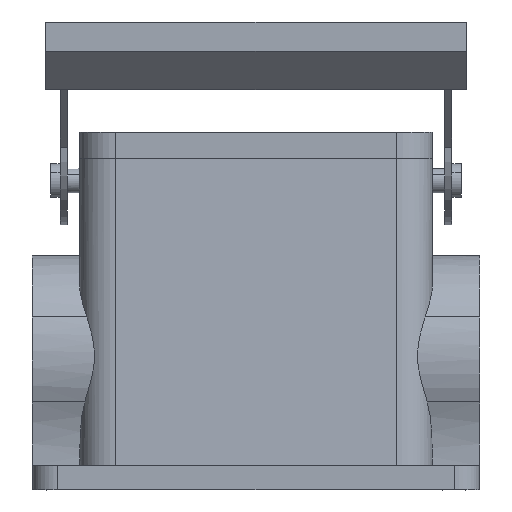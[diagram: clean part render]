
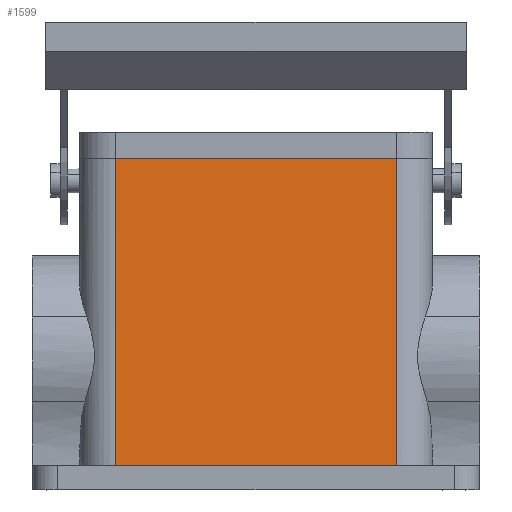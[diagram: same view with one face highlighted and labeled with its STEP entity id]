
A CAD part, left-side view. The second image highlights one B-rep face of the part: STEP entity #1599.
In plain terms, the highlighted planar face has unit normal (-0.999, 0, 0.035).
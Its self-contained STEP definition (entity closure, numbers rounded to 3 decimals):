
#1572=AXIS2_PLACEMENT_3D('Plane Axis2P3D',#1569,#1570,#1571) ;
#781=CARTESIAN_POINT('Line Origine',(18.5,46.25,68.5)) ;
#785=CARTESIAN_POINT('Vertex',(18.5,75.25,68.5)) ;
#787=CARTESIAN_POINT('Vertex',(18.5,17.25,68.5)) ;
#1569=CARTESIAN_POINT('Axis2P3D Location',(18.5,46.25,68.5)) ;
#1574=CARTESIAN_POINT('Line Origine',(17.391,17.25,36.75)) ;
#1578=CARTESIAN_POINT('Vertex',(16.283,17.25,5.)) ;
#1581=CARTESIAN_POINT('Line Origine',(17.391,75.25,36.75)) ;
#1585=CARTESIAN_POINT('Vertex',(16.283,75.25,5.)) ;
#1588=CARTESIAN_POINT('Line Origine',(16.283,46.25,5.)) ;
#782=DIRECTION('Vector Direction',(0.,1.,0.)) ;
#1570=DIRECTION('Axis2P3D Direction',(-0.999,0.,0.035)) ;
#1571=DIRECTION('Axis2P3D XDirection',(0.,1.,0.)) ;
#1575=DIRECTION('Vector Direction',(-0.035,0.,-0.999)) ;
#1582=DIRECTION('Vector Direction',(-0.035,0.,-0.999)) ;
#1589=DIRECTION('Vector Direction',(0.,1.,0.)) ;
#783=VECTOR('Line Direction',#782,1.) ;
#1576=VECTOR('Line Direction',#1575,1.) ;
#1583=VECTOR('Line Direction',#1582,1.) ;
#1590=VECTOR('Line Direction',#1589,1.) ;
#1594=ORIENTED_EDGE('',*,*,#1580,.F.) ;
#1595=ORIENTED_EDGE('',*,*,#789,.F.) ;
#1596=ORIENTED_EDGE('',*,*,#1587,.F.) ;
#1597=ORIENTED_EDGE('',*,*,#1592,.F.) ;
#1599=ADVANCED_FACE('Housing',(#1598),#1573,.T.) ;
#789=EDGE_CURVE('',#786,#788,#784,.F.) ;
#1580=EDGE_CURVE('',#788,#1579,#1577,.T.) ;
#1587=EDGE_CURVE('',#1586,#786,#1584,.F.) ;
#1592=EDGE_CURVE('',#1579,#1586,#1591,.T.) ;
#1593=EDGE_LOOP('',(#1594,#1595,#1596,#1597)) ;
#1598=FACE_OUTER_BOUND('',#1593,.T.) ;
#784=LINE('Line',#781,#783) ;
#1577=LINE('Line',#1574,#1576) ;
#1584=LINE('Line',#1581,#1583) ;
#1591=LINE('Line',#1588,#1590) ;
#1573=PLANE('',#1572) ;
#786=VERTEX_POINT('',#785) ;
#788=VERTEX_POINT('',#787) ;
#1579=VERTEX_POINT('',#1578) ;
#1586=VERTEX_POINT('',#1585) ;
